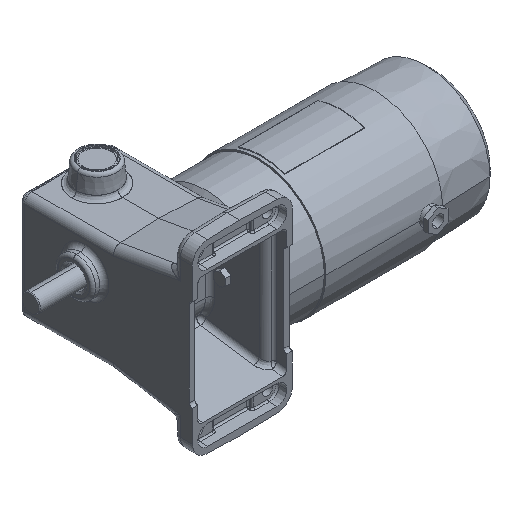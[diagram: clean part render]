
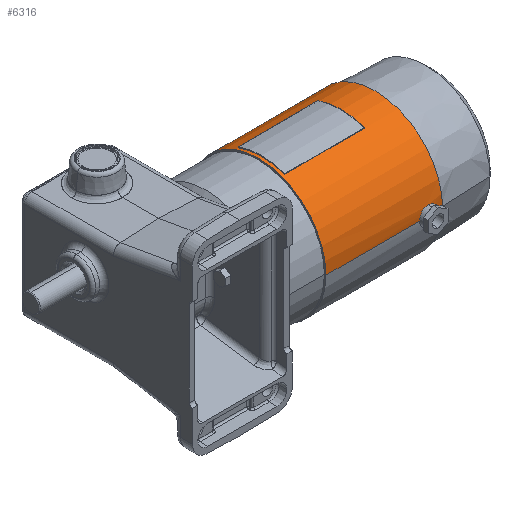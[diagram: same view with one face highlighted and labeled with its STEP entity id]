
A CAD part, isometric view. The second image highlights one B-rep face of the part: STEP entity #6316.
In plain terms, the highlighted cylindrical face has radius 44 mm (diameter 88 mm), a partial arc.
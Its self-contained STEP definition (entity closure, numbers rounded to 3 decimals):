
#6316=ADVANCED_FACE('',(#10267,#10268),#10269,.T.);
#10267=FACE_OUTER_BOUND('',#16202,.T.);
#10268=FACE_BOUND('',#16203,.T.);
#10269=CYLINDRICAL_SURFACE('',#16204,44.0);
#16202=EDGE_LOOP('',(#21056,#21057,#21058,#21059,#21060,#21061,#21062));
#16203=EDGE_LOOP('',(#21063,#21064,#21065,#21066));
#16204=AXIS2_PLACEMENT_3D('',#21067,#21068,#21069);
#21056=ORIENTED_EDGE('',*,*,#25673,.F.);
#21057=ORIENTED_EDGE('',*,*,#26304,.F.);
#21058=ORIENTED_EDGE('',*,*,#25677,.F.);
#21059=ORIENTED_EDGE('',*,*,#26305,.T.);
#21060=ORIENTED_EDGE('',*,*,#26306,.T.);
#21061=ORIENTED_EDGE('',*,*,#25674,.F.);
#21062=ORIENTED_EDGE('',*,*,#25162,.T.);
#21063=ORIENTED_EDGE('',*,*,#26307,.T.);
#21064=ORIENTED_EDGE('',*,*,#25802,.T.);
#21065=ORIENTED_EDGE('',*,*,#26308,.T.);
#21066=ORIENTED_EDGE('',*,*,#26309,.T.);
#21067=CARTESIAN_POINT('',(123.698,62.1,-29.75));
#21068=DIRECTION('',(-1.0,0.0,0.0));
#21069=DIRECTION('',(0.0,1.0,0.));
#25162=EDGE_CURVE('',#28988,#28989,#28990,.T.);
#25673=EDGE_CURVE('',#29851,#28989,#29852,.T.);
#25674=EDGE_CURVE('',#28988,#29853,#29854,.T.);
#25677=EDGE_CURVE('',#29857,#29859,#29860,.T.);
#25802=EDGE_CURVE('',#30066,#30067,#30068,.T.);
#26304=EDGE_CURVE('',#29859,#29851,#30905,.T.);
#26305=EDGE_CURVE('',#29857,#30906,#30907,.T.);
#26306=EDGE_CURVE('',#30906,#29853,#30908,.T.);
#26307=EDGE_CURVE('',#30909,#30066,#30910,.T.);
#26308=EDGE_CURVE('',#30067,#30911,#30912,.T.);
#26309=EDGE_CURVE('',#30911,#30909,#30913,.T.);
#28988=VERTEX_POINT('',#35358);
#28989=VERTEX_POINT('',#35359);
#28990=CIRCLE('',#35360,44.0);
#29851=VERTEX_POINT('',#36848);
#29852=LINE('',#36849,#36850);
#29853=VERTEX_POINT('',#36851);
#29854=LINE('',#36852,#36853);
#29857=VERTEX_POINT('',#36873);
#29859=VERTEX_POINT('',#36892);
#29860=LINE('',#36893,#36894);
#30066=VERTEX_POINT('',#37227);
#30067=VERTEX_POINT('',#37228);
#30068=CIRCLE('',#37229,44.0);
#30905=CIRCLE('',#38757,44.0);
#30906=VERTEX_POINT('',#38758);
#30907=B_SPLINE_CURVE_WITH_KNOTS('',3,(#38759,#38760,#38761,#38762,#38763,#38764,#38765,#38766,#38767,#38768,#38769,#38770,#38771,#38772,#38773,#38774,#38775,#38776),.UNSPECIFIED.,.F.,.F.,(4,2,2,2,2,2,2,2,4),(9.053,10.184,11.316,12.447,13.579,14.71,15.842,16.974,18.105),.UNSPECIFIED.);
#30908=B_SPLINE_CURVE_WITH_KNOTS('',3,(#38777,#38778,#38779,#38780,#38781,#38782,#38783,#38784,#38785,#38786,#38787,#38788,#38789,#38790,#38791,#38792,#38793,#38794),.UNSPECIFIED.,.F.,.F.,(4,2,2,2,2,2,2,2,4),(18.105,19.237,20.368,21.5,22.632,23.763,24.895,26.026,27.158),.UNSPECIFIED.);
#30909=VERTEX_POINT('',#38795);
#30910=LINE('',#38796,#38797);
#30911=VERTEX_POINT('',#38798);
#30912=LINE('',#38799,#38800);
#30913=CIRCLE('',#38801,44.0);
#35358=CARTESIAN_POINT('',(161.698,18.1,-29.75));
#35359=CARTESIAN_POINT('',(161.698,106.1,-29.75));
#35360=AXIS2_PLACEMENT_3D('',#47126,#47127,#47128);
#36848=CARTESIAN_POINT('',(85.698,106.1,-29.75));
#36849=CARTESIAN_POINT('',(123.698,106.1,-29.75));
#36850=VECTOR('',#47751,1.0);
#36851=CARTESIAN_POINT('',(158.698,18.1,-29.75));
#36852=CARTESIAN_POINT('',(123.698,18.1,-29.75));
#36853=VECTOR('',#47752,1.0);
#36873=CARTESIAN_POINT('',(146.698,18.1,-29.75));
#36892=CARTESIAN_POINT('',(85.698,18.1,-29.75));
#36893=CARTESIAN_POINT('',(123.698,18.1,-29.75));
#36894=VECTOR('',#47753,1.0);
#37227=CARTESIAN_POINT('',(87.698,47.051,11.596));
#37228=CARTESIAN_POINT('',(87.698,77.149,11.596));
#37229=AXIS2_PLACEMENT_3D('',#47916,#47917,#47918);
#38757=AXIS2_PLACEMENT_3D('',#48501,#48502,#48503);
#38758=CARTESIAN_POINT('',(152.698,18.511,-23.75));
#38759=CARTESIAN_POINT('',(146.698,18.1,-29.75));
#38760=CARTESIAN_POINT('',(146.698,18.1,-29.373));
#38761=CARTESIAN_POINT('',(146.734,18.105,-28.983));
#38762=CARTESIAN_POINT('',(146.886,18.125,-28.208));
#38763=CARTESIAN_POINT('',(147.002,18.141,-27.822));
#38764=CARTESIAN_POINT('',(147.308,18.179,-27.083));
#38765=CARTESIAN_POINT('',(147.499,18.203,-26.729));
#38766=CARTESIAN_POINT('',(147.939,18.253,-26.074));
#38767=CARTESIAN_POINT('',(148.189,18.279,-25.773));
#38768=CARTESIAN_POINT('',(148.721,18.331,-25.241));
#38769=CARTESIAN_POINT('',(149.022,18.358,-24.991));
#38770=CARTESIAN_POINT('',(149.677,18.408,-24.551));
#38771=CARTESIAN_POINT('',(150.031,18.431,-24.36));
#38772=CARTESIAN_POINT('',(150.77,18.47,-24.054));
#38773=CARTESIAN_POINT('',(151.155,18.485,-23.938));
#38774=CARTESIAN_POINT('',(151.931,18.506,-23.786));
#38775=CARTESIAN_POINT('',(152.32,18.511,-23.75));
#38776=CARTESIAN_POINT('',(152.698,18.511,-23.75));
#38777=CARTESIAN_POINT('',(152.698,18.511,-23.75));
#38778=CARTESIAN_POINT('',(153.075,18.511,-23.75));
#38779=CARTESIAN_POINT('',(153.465,18.506,-23.786));
#38780=CARTESIAN_POINT('',(154.24,18.485,-23.938));
#38781=CARTESIAN_POINT('',(154.626,18.47,-24.054));
#38782=CARTESIAN_POINT('',(155.365,18.431,-24.36));
#38783=CARTESIAN_POINT('',(155.719,18.408,-24.551));
#38784=CARTESIAN_POINT('',(156.374,18.358,-24.991));
#38785=CARTESIAN_POINT('',(156.674,18.331,-25.241));
#38786=CARTESIAN_POINT('',(157.206,18.279,-25.773));
#38787=CARTESIAN_POINT('',(157.456,18.253,-26.074));
#38788=CARTESIAN_POINT('',(157.897,18.203,-26.729));
#38789=CARTESIAN_POINT('',(158.087,18.179,-27.083));
#38790=CARTESIAN_POINT('',(158.394,18.141,-27.822));
#38791=CARTESIAN_POINT('',(158.509,18.125,-28.208));
#38792=CARTESIAN_POINT('',(158.661,18.105,-28.983));
#38793=CARTESIAN_POINT('',(158.698,18.1,-29.373));
#38794=CARTESIAN_POINT('',(158.698,18.1,-29.75));
#38795=CARTESIAN_POINT('',(139.698,47.051,11.596));
#38796=CARTESIAN_POINT('',(113.698,47.051,11.596));
#38797=VECTOR('',#48504,1.0);
#38798=CARTESIAN_POINT('',(139.698,77.149,11.596));
#38799=CARTESIAN_POINT('',(113.698,77.149,11.596));
#38800=VECTOR('',#48505,1.0);
#38801=AXIS2_PLACEMENT_3D('',#48506,#48507,#48508);
#47126=CARTESIAN_POINT('',(161.698,62.1,-29.75));
#47127=DIRECTION('',(-1.0,0.0,0.0));
#47128=DIRECTION('',(0.0,1.0,0.));
#47751=DIRECTION('',(1.0,-0.0,-0.0));
#47752=DIRECTION('',(-1.0,0.0,0.0));
#47753=DIRECTION('',(-1.0,0.0,0.0));
#47916=CARTESIAN_POINT('',(87.698,62.1,-29.75));
#47917=DIRECTION('',(-1.0,0.0,0.0));
#47918=DIRECTION('',(0.0,1.0,0.));
#48501=CARTESIAN_POINT('',(85.698,62.1,-29.75));
#48502=DIRECTION('',(-1.0,0.0,0.0));
#48503=DIRECTION('',(0.0,1.0,0.));
#48504=DIRECTION('',(-1.0,0.0,0.0));
#48505=DIRECTION('',(1.0,0.0,0.0));
#48506=CARTESIAN_POINT('',(139.698,62.1,-29.75));
#48507=DIRECTION('',(1.0,0.0,0.0));
#48508=DIRECTION('',(0.0,1.0,0.));
